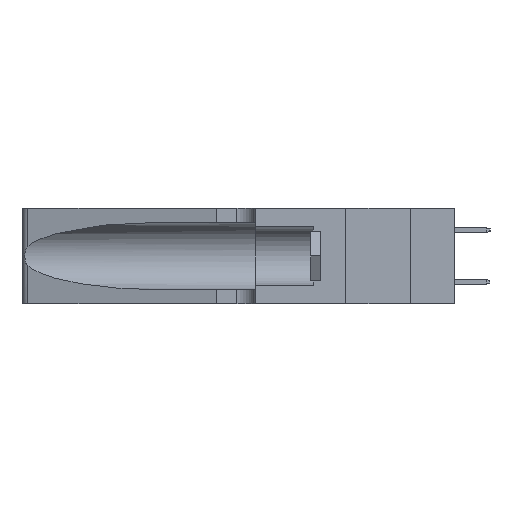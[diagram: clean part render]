
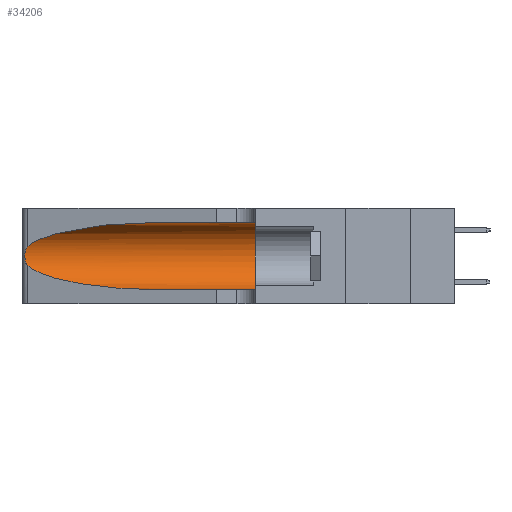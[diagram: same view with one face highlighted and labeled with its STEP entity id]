
A CAD part, left-side view. The second image highlights one B-rep face of the part: STEP entity #34206.
In plain terms, the highlighted cylindrical face has radius 3.308 mm (diameter 6.617 mm), a partial arc.
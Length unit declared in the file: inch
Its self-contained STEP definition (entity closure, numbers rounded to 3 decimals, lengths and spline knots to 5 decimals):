
#940 = EDGE_CURVE ( 'NONE', #8368, #43026, #39148, .T. ) ;
#1119 = EDGE_CURVE ( 'NONE', #10642, #8368, #27639, .T. ) ;
#1557 = CARTESIAN_POINT ( 'NONE',  ( 0.1305, 0.35, 0.185 ) ) ;
#1861 = CARTESIAN_POINT ( 'NONE',  ( 0.25487, 1.22718, 0.22369 ) ) ;
#1911 = ORIENTED_EDGE ( 'NONE', *, *, #940, .T. ) ;
#2578 = CARTESIAN_POINT ( 'NONE',  ( 0.25555, 1.22993, 0.14849 ) ) ;
#2801 = CARTESIAN_POINT ( 'NONE',  ( 0.25639, 1.23186, 0.15144 ) ) ;
#2874 = ORIENTED_EDGE ( 'NONE', *, *, #1119, .T. ) ;
#3529 = CARTESIAN_POINT ( 'NONE',  ( 0.26017, 1.23833, 0.17102 ) ) ;
#3640 = CARTESIAN_POINT ( 'NONE',  ( 0.25487, 1.22718, 0.14631 ) ) ;
#4935 = DIRECTION ( 'NONE',  ( 0., 1., 0. ) ) ;
#5342 = DIRECTION ( 'NONE',  ( 0., -1., 0. ) ) ;
#5599 = CARTESIAN_POINT ( 'NONE',  ( 0.1305, 0.72297, 0.31525 ) ) ;
#5914 = VECTOR ( 'NONE', #5342, 39.37008 ) ;
#6424 = CARTESIAN_POINT ( 'NONE',  ( 0.25789, 1.23486, 0.15765 ) ) ;
#6522 = CARTESIAN_POINT ( 'NONE',  ( 0.1305, 0.72297, 0.05475 ) ) ;
#6652 = CARTESIAN_POINT ( 'NONE',  ( 0.25856, 1.23593, 0.16098 ) ) ;
#6887 = CARTESIAN_POINT ( 'NONE',  ( 0.25487, 1.22718, 0.14631 ) ) ;
#7095 = CARTESIAN_POINT ( 'NONE',  ( 0.25487, 1.22718, 0.14631 ) ) ;
#8368 = VERTEX_POINT ( 'NONE', #32729 ) ;
#9185 = CARTESIAN_POINT ( 'NONE',  ( 0.1305, 1.61858, 0.05475 ) ) ;
#10642 = VERTEX_POINT ( 'NONE', #7095 ) ;
#10851 = EDGE_CURVE ( 'NONE', #32144, #38573, #25813, .T. ) ;
#12711 = CARTESIAN_POINT ( 'NONE',  ( 0.25854, 1.2359, 0.20912 ) ) ;
#13550 = CARTESIAN_POINT ( 'NONE',  ( 0.1305, 0.35, 0.05475 ) ) ;
#14447 = CYLINDRICAL_SURFACE ( 'NONE', #14834, 0.13025 ) ;
#14834 = AXIS2_PLACEMENT_3D ( 'NONE', #25808, #21920, #40071 ) ;
#15290 = CARTESIAN_POINT ( 'NONE',  ( 0.1305, 0.72297, 0.31525 ) ) ;
#15659 = LINE ( 'NONE', #29702, #34690 ) ;
#15843 = CIRCLE ( 'NONE', #22012, 0.13025 ) ;
#15995 = CARTESIAN_POINT ( 'NONE',  ( 0.2373, 1.15595, 0.28018 ) ) ;
#17402 = CARTESIAN_POINT ( 'NONE',  ( 0.1305, 0.35, 0.31525 ) ) ;
#18052 = B_SPLINE_CURVE_WITH_KNOTS ( 'NONE', 3,
 ( #1861, #31093, #20183, #45817, #12711, #27444, #42193, #28640, #3529, #6652, #6424, #2801, #2578, #6887 ),
 .UNSPECIFIED., .F., .F.,
 ( 4, 2, 2, 2, 2, 2, 4 ),
 ( 0., 0.00027, 0.00053, 0.00107, 0.0016, 0.00187, 0.00214 ),
 .UNSPECIFIED. ) ;
#19616 = CARTESIAN_POINT ( 'NONE',  ( 0.18966, 0.96281, 0.31525 ) ) ;
#20183 = CARTESIAN_POINT ( 'NONE',  ( 0.25639, 1.23184, 0.21858 ) ) ;
#21473 = ORIENTED_EDGE ( 'NONE', *, *, #28816, .F. ) ;
#21920 = DIRECTION ( 'NONE',  ( 0., -1., 0. ) ) ;
#21974 = EDGE_LOOP ( 'NONE', ( #39996, #36542, #2874, #1911, #24692, #21473 ) ) ;
#22012 = AXIS2_PLACEMENT_3D ( 'NONE', #1557, #4935, #41894 ) ;
#22464 = EDGE_CURVE ( 'NONE', #38573, #10642, #18052, .T. ) ;
#24692 = ORIENTED_EDGE ( 'NONE', *, *, #39693, .F. ) ;
#25310 = FACE_OUTER_BOUND ( 'NONE', #21974, .T. ) ;
#25808 = CARTESIAN_POINT ( 'NONE',  ( 0.1305, 1.61858, 0.185 ) ) ;
#25813 =( BOUNDED_CURVE ( )  B_SPLINE_CURVE ( 3, ( #15290, #19616, #15995, #34159 ),
 .UNSPECIFIED., .F., .T. ) 
 B_SPLINE_CURVE_WITH_KNOTS ( ( 4, 4 ),
 ( 1.5708, 2.84003 ),
 .UNSPECIFIED. ) 
 CURVE ( )  GEOMETRIC_REPRESENTATION_ITEM ( )  RATIONAL_B_SPLINE_CURVE ( ( 1., 0.87, 0.87, 1. ) ) 
 REPRESENTATION_ITEM ( '' )  );
#27444 = CARTESIAN_POINT ( 'NONE',  ( 0.26018, 1.23835, 0.19895 ) ) ;
#27639 =( BOUNDED_CURVE ( )  B_SPLINE_CURVE ( 3, ( #3640, #47356, #39633, #6522 ),
 .UNSPECIFIED., .F., .T. ) 
 B_SPLINE_CURVE_WITH_KNOTS ( ( 4, 4 ),
 ( 3.44316, 4.71239 ),
 .UNSPECIFIED. ) 
 CURVE ( )  GEOMETRIC_REPRESENTATION_ITEM ( )  RATIONAL_B_SPLINE_CURVE ( ( 1., 0.87, 0.87, 1. ) ) 
 REPRESENTATION_ITEM ( '' )  );
#28640 = CARTESIAN_POINT ( 'NONE',  ( 0.26075, 1.23896, 0.178 ) ) ;
#28816 = EDGE_CURVE ( 'NONE', #32144, #43160, #15659, .T. ) ;
#29702 = CARTESIAN_POINT ( 'NONE',  ( 0.1305, 1.61858, 0.31525 ) ) ;
#31093 = CARTESIAN_POINT ( 'NONE',  ( 0.25555, 1.22994, 0.2215 ) ) ;
#32144 = VERTEX_POINT ( 'NONE', #5599 ) ;
#32729 = CARTESIAN_POINT ( 'NONE',  ( 0.1305, 0.72297, 0.05475 ) ) ;
#34159 = CARTESIAN_POINT ( 'NONE',  ( 0.25487, 1.22718, 0.22369 ) ) ;
#34206 = ADVANCED_FACE ( 'NONE', ( #25310 ), #14447, .F. ) ;
#34690 = VECTOR ( 'NONE', #36942, 39.37008 ) ;
#36542 = ORIENTED_EDGE ( 'NONE', *, *, #22464, .T. ) ;
#36942 = DIRECTION ( 'NONE',  ( 0., -1., 0. ) ) ;
#38573 = VERTEX_POINT ( 'NONE', #38791 ) ;
#38791 = CARTESIAN_POINT ( 'NONE',  ( 0.25487, 1.22718, 0.22369 ) ) ;
#39148 = LINE ( 'NONE', #9185, #5914 ) ;
#39633 = CARTESIAN_POINT ( 'NONE',  ( 0.18966, 0.96281, 0.05475 ) ) ;
#39693 = EDGE_CURVE ( 'NONE', #43160, #43026, #15843, .T. ) ;
#39996 = ORIENTED_EDGE ( 'NONE', *, *, #10851, .T. ) ;
#40071 = DIRECTION ( 'NONE',  ( 0., 0., -1. ) ) ;
#41894 = DIRECTION ( 'NONE',  ( 0., 0., 1. ) ) ;
#42193 = CARTESIAN_POINT ( 'NONE',  ( 0.26075, 1.23896, 0.19203 ) ) ;
#43026 = VERTEX_POINT ( 'NONE', #13550 ) ;
#43160 = VERTEX_POINT ( 'NONE', #17402 ) ;
#45817 = CARTESIAN_POINT ( 'NONE',  ( 0.25787, 1.23484, 0.2124 ) ) ;
#47356 = CARTESIAN_POINT ( 'NONE',  ( 0.2373, 1.15595, 0.08982 ) ) ;
